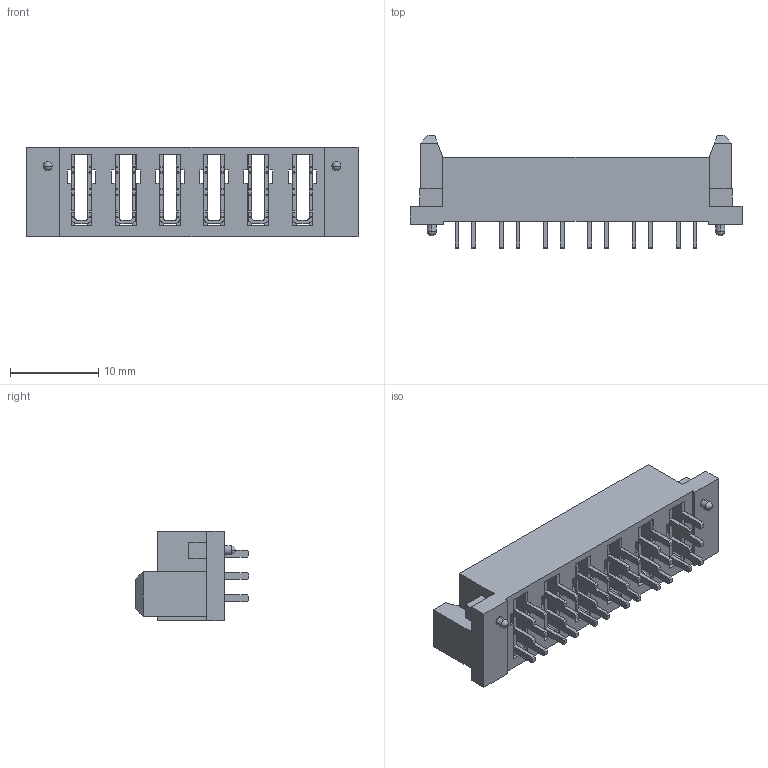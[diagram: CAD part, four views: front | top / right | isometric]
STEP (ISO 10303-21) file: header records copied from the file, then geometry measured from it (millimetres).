
FILE_DESCRIPTION (( 'STEP AP214' ), '1' );
FILE_NAME ('MPS-06-7.70-01-L-V.step', '2018-09-06T06:55:39', ( '' ), ( '' ), 'SwSTEP 2.0', 'SolidWorks 2018', '' );
FILE_SCHEMA (( 'AUTOMOTIVE_DESIGN' ));
Length unit declared in the file: millimetre
Products named in the file (4): _MPS-06-7.70-01-L-V_t.step; MPS-06-7.70-01-L-V; MPS-06-7.70-01-L-V.step; _MPS-06-7.70-01-L-V_p.step
Assembly tree (3 placements, depth 3):
  MPS-06-7.70-01-L-V
    MPS-06-7.70-01-L-V.step
      _MPS-06-7.70-01-L-V_t.step
      _MPS-06-7.70-01-L-V_p.step
Bounding box: 37.55 x 12.8 x 10.16 mm (x, y, z)
Volume: 1960.6 mm3; surface area: 3786.9 mm2
Topology: 2 solids, 2 shells, 562 faces, 1636 edges, 1086 vertices
Faces by surface type: plane 530, cylinder 28, sphere 4
Entity records: 18352 total; most frequent: CARTESIAN_POINT 3287, ORIENTED_EDGE 3264, DIRECTION 2834, EDGE_CURVE 1632, VECTOR 1568, LINE 1568, VERTEX_POINT 1086, AXIS2_PLACEMENT_3D 633
